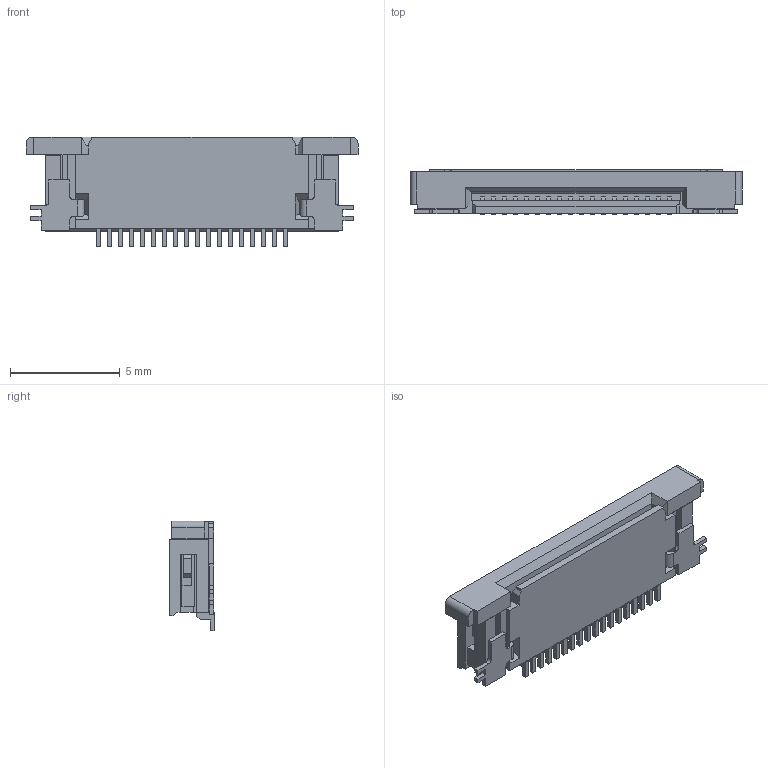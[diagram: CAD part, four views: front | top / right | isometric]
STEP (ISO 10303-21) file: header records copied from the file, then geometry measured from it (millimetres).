
FILE_DESCRIPTION(/* description */ ('STEP AP214'),/* implementation_level */ '2;1');
FILE_NAME(/* name */ '5ff60149d068e00e881bcb66',/* time_stamp */ '2021-01-06T18:28:28+00:00',/* author */ (''),/* organization */ (''),/* preprocessor_version */ 'ST-DEVELOPER v18.1',/* originating_system */ ' ',/* authorisation */ ' ');
FILE_SCHEMA (('AUTOMOTIVE_DESIGN {1 0 10303 214 3 1 1}'));
Length unit declared in the file: metre
Products named in the file (85): 527461871
Bounding box: 15.1 x 2.02 x 5 mm (x, y, z)
Volume: 93.1 mm3; surface area: 363.8 mm2
Topology: 1 solids, 3 shells, 587 faces, 1758 edges, 1268 vertices
Faces by surface type: plane 535, cylinder 52
Entity records: 24086 total; most frequent: CARTESIAN_POINT 3530, ORIENTED_EDGE 3348, DIRECTION 3216, EDGE_CURVE 1674, LINE 1644, VECTOR 1644, VERTEX_POINT 1100, AXIS2_PLACEMENT_3D 786
